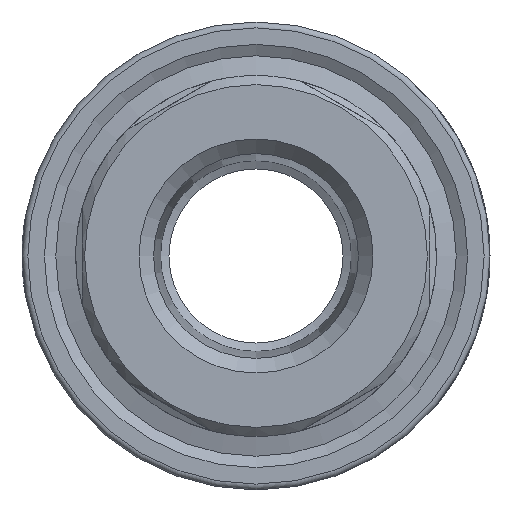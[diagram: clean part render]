
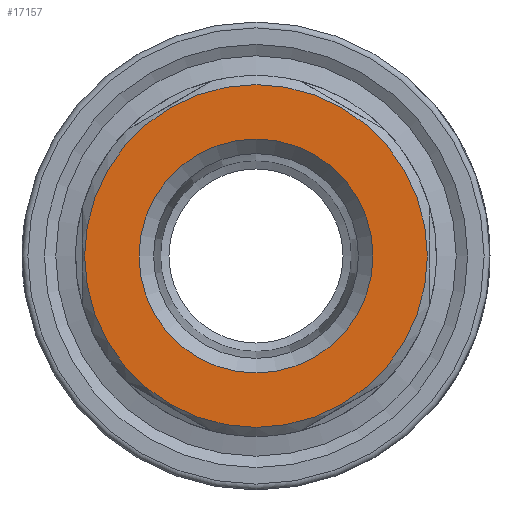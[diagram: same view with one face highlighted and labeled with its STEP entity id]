
A CAD part, front view. The second image highlights one B-rep face of the part: STEP entity #17157.
In plain terms, the highlighted planar face has unit normal (0, -1, 0).
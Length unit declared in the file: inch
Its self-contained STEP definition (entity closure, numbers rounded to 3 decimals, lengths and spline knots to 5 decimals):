
#981=FACE_BOUND('',#5091,.T.);
#1075=PLANE('',#18140);
#4156=FACE_OUTER_BOUND('',#5090,.T.);
#5090=EDGE_LOOP('',(#11146));
#5091=EDGE_LOOP('',(#11147,#11148));
#6115=CIRCLE('',#18119,0.58586);
#6126=CIRCLE('',#18141,0.4);
#6127=CIRCLE('',#18142,0.4);
#6796=VERTEX_POINT('',#23362);
#6825=VERTEX_POINT('',#23448);
#6826=VERTEX_POINT('',#23449);
#8517=EDGE_CURVE('',#6796,#6796,#6115,.T.);
#8557=EDGE_CURVE('',#6825,#6826,#6126,.T.);
#8558=EDGE_CURVE('',#6826,#6825,#6127,.T.);
#11146=ORIENTED_EDGE('',*,*,#8517,.F.);
#11147=ORIENTED_EDGE('',*,*,#8557,.F.);
#11148=ORIENTED_EDGE('',*,*,#8558,.F.);
#17157=ADVANCED_FACE('',(#4156,#981),#1075,.T.);
#18119=AXIS2_PLACEMENT_3D('',#23363,#19465,#19466);
#18140=AXIS2_PLACEMENT_3D('',#23447,#19524,#19525);
#18141=AXIS2_PLACEMENT_3D('',#23450,#19526,#19527);
#18142=AXIS2_PLACEMENT_3D('',#23451,#19528,#19529);
#19465=DIRECTION('center_axis',(0.,1.,0.));
#19466=DIRECTION('ref_axis',(0.,0.,
-1.));
#19524=DIRECTION('center_axis',(0.,-1.,0.));
#19525=DIRECTION('ref_axis',(1.,0.,0.));
#19526=DIRECTION('center_axis',(0.,-1.,0.));
#19527=DIRECTION('ref_axis',(-1.,0.,0.));
#19528=DIRECTION('center_axis',(0.,-1.,0.));
#19529=DIRECTION('ref_axis',(-1.,0.,0.));
#23362=CARTESIAN_POINT('',(0.,-1.01543,0.58586));
#23363=CARTESIAN_POINT('Origin',(0.,-1.01543,
0.));
#23447=CARTESIAN_POINT('Origin',(0.,-1.01543,
0.4));
#23448=CARTESIAN_POINT('',(0.,-1.01543,0.4));
#23449=CARTESIAN_POINT('',(0.,-1.01543,-0.4));
#23450=CARTESIAN_POINT('Origin',(0.,-1.01543,
0.));
#23451=CARTESIAN_POINT('Origin',(0.,-1.01543,
0.));
